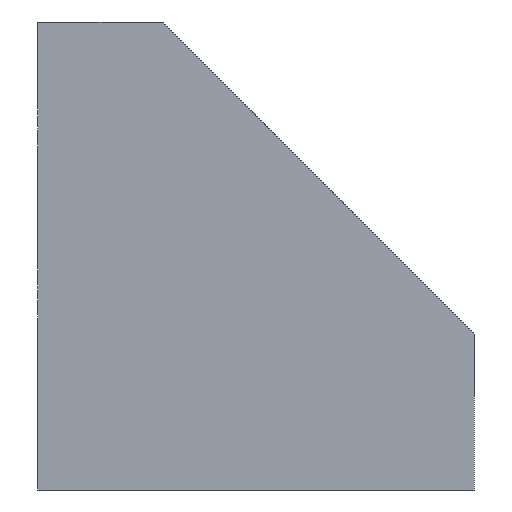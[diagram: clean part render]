
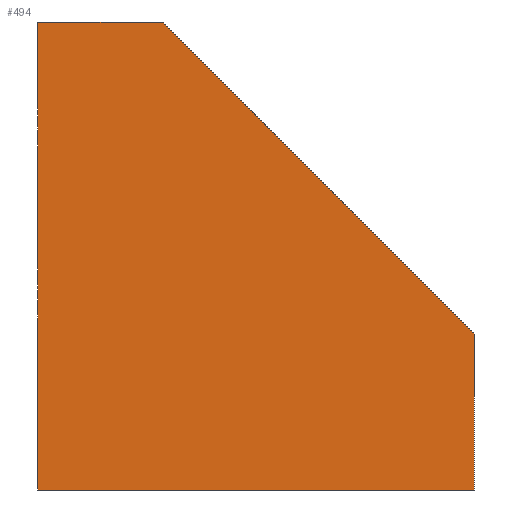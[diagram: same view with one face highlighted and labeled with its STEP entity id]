
A CAD part, left-side view. The second image highlights one B-rep face of the part: STEP entity #494.
In plain terms, the highlighted planar face has unit normal (-1, 0, 0).
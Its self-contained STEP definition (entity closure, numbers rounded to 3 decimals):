
#91=FACE_OUTER_BOUND('',#130,.T.);
#130=EDGE_LOOP('',(#446,#447,#448,#449,#450));
#136=LINE('',#700,#179);
#144=LINE('',#716,#187);
#173=LINE('',#817,#216);
#175=LINE('',#822,#218);
#178=LINE('',#827,#221);
#179=VECTOR('',#561,10.);
#187=VECTOR('',#573,10.);
#216=VECTOR('',#682,10.);
#218=VECTOR('',#686,10.);
#221=VECTOR('',#693,10.);
#222=VERTEX_POINT('',#698);
#223=VERTEX_POINT('',#699);
#229=VERTEX_POINT('',#715);
#261=VERTEX_POINT('',#815);
#263=VERTEX_POINT('',#820);
#264=EDGE_CURVE('',#222,#223,#136,.T.);
#272=EDGE_CURVE('',#229,#223,#144,.T.);
#323=EDGE_CURVE('',#261,#222,#173,.T.);
#325=EDGE_CURVE('',#263,#261,#175,.T.);
#328=EDGE_CURVE('',#263,#229,#178,.T.);
#446=ORIENTED_EDGE('',*,*,#264,.F.);
#447=ORIENTED_EDGE('',*,*,#323,.F.);
#448=ORIENTED_EDGE('',*,*,#325,.F.);
#449=ORIENTED_EDGE('',*,*,#328,.T.);
#450=ORIENTED_EDGE('',*,*,#272,.T.);
#469=PLANE('',#555);
#494=ADVANCED_FACE('',(#91),#469,.T.);
#555=AXIS2_PLACEMENT_3D('',#826,#691,#692);
#561=DIRECTION('',(0.,-0.707,-0.707));
#573=DIRECTION('',(0.,0.,1.));
#682=DIRECTION('',(0.,-1.,0.));
#686=DIRECTION('',(0.,0.,1.));
#691=DIRECTION('center_axis',(-1.,0.,0.));
#692=DIRECTION('ref_axis',(0.,-1.,0.));
#693=DIRECTION('',(0.,-1.,0.));
#698=CARTESIAN_POINT('',(0.,50.,75.));
#699=CARTESIAN_POINT('',(0.,0.,25.));
#700=CARTESIAN_POINT('',(0.,23.75,48.75));
#715=CARTESIAN_POINT('',(0.,0.,0.));
#716=CARTESIAN_POINT('',(0.,0.,0.));
#815=CARTESIAN_POINT('',(0.,70.,75.));
#817=CARTESIAN_POINT('',(0.,70.,75.));
#820=CARTESIAN_POINT('',(0.,70.,0.));
#822=CARTESIAN_POINT('',(0.,70.,0.));
#826=CARTESIAN_POINT('Origin',(0.,70.,0.));
#827=CARTESIAN_POINT('',(0.,70.,0.));
